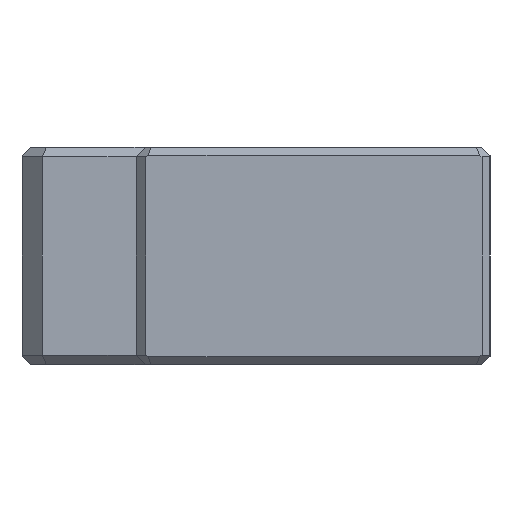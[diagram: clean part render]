
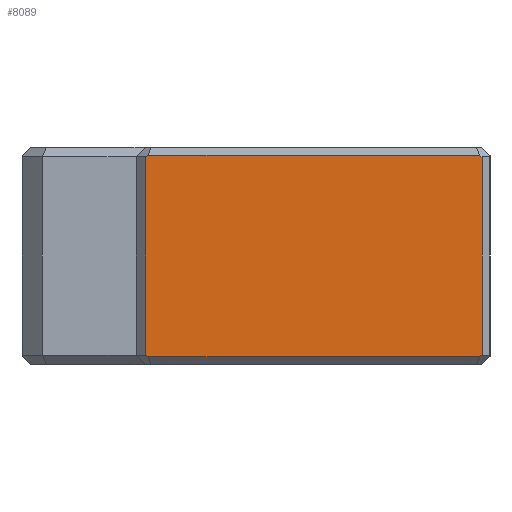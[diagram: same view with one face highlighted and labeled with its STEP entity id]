
A CAD part, left-side view. The second image highlights one B-rep face of the part: STEP entity #8089.
In plain terms, the highlighted planar face has unit normal (-1, 0, 0).
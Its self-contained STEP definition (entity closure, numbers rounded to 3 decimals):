
#33 = EDGE_CURVE ( 'NONE', #9143, #1557, #9125, .T. ) ;
#167 = LINE ( 'NONE', #11449, #7652 ) ;
#169 = EDGE_CURVE ( 'NONE', #5444, #9109, #167, .T. ) ;
#228 = LINE ( 'NONE', #4476, #7271 ) ;
#413 = ORIENTED_EDGE ( 'NONE', *, *, #7274, .F. ) ;
#779 = EDGE_CURVE ( 'NONE', #1557, #12308, #3713, .T. ) ;
#1292 = VECTOR ( 'NONE', #3091, 1000. ) ;
#1337 = ORIENTED_EDGE ( 'NONE', *, *, #11486, .T. ) ;
#1557 = VERTEX_POINT ( 'NONE', #5925 ) ;
#1898 = DIRECTION ( 'NONE',  ( -1., 0., 0. ) ) ;
#2470 = CARTESIAN_POINT ( 'NONE',  ( -30., 9.858, 9.3 ) ) ;
#2472 = CARTESIAN_POINT ( 'NONE',  ( -30., 9.858, -9.2 ) ) ;
#2681 = DIRECTION ( 'NONE',  ( 0., 1., 0. ) ) ;
#2839 = CARTESIAN_POINT ( 'NONE',  ( -30., -20.85, -9.95 ) ) ;
#2843 = CARTESIAN_POINT ( 'NONE',  ( -30., -20.85, 9.15 ) ) ;
#2895 = EDGE_CURVE ( 'NONE', #6099, #9109, #228, .T. ) ;
#3080 = EDGE_CURVE ( 'NONE', #7133, #9143, #7244, .T. ) ;
#3091 = DIRECTION ( 'NONE',  ( 0., 0., 1. ) ) ;
#3354 = DIRECTION ( 'NONE',  ( 0., 0.816, -0.577 ) ) ;
#3713 = LINE ( 'NONE', #2843, #7668 ) ;
#3755 = CARTESIAN_POINT ( 'NONE',  ( -30., -21.58, 9.3 ) ) ;
#3843 = PLANE ( 'NONE',  #9771 ) ;
#3999 = EDGE_LOOP ( 'NONE', ( #413, #6664, #10444, #12171, #4503, #1337, #11054, #8756 ) ) ;
#4476 = CARTESIAN_POINT ( 'NONE',  ( -30., 9.858, 9.3 ) ) ;
#4503 = ORIENTED_EDGE ( 'NONE', *, *, #779, .T. ) ;
#4772 = DIRECTION ( 'NONE',  ( 0., 0.816, 0.577 ) ) ;
#5161 = VERTEX_POINT ( 'NONE', #2472 ) ;
#5215 = DIRECTION ( 'NONE',  ( 0., 0., 1. ) ) ;
#5444 = VERTEX_POINT ( 'NONE', #9611 ) ;
#5472 = CARTESIAN_POINT ( 'NONE',  ( -30., 10.07, 9.15 ) ) ;
#5925 = CARTESIAN_POINT ( 'NONE',  ( -30., -20.85, 9.15 ) ) ;
#6099 = VERTEX_POINT ( 'NONE', #2470 ) ;
#6664 = ORIENTED_EDGE ( 'NONE', *, *, #12183, .T. ) ;
#7133 = VERTEX_POINT ( 'NONE', #10537 ) ;
#7218 = LINE ( 'NONE', #11271, #10827 ) ;
#7244 = LINE ( 'NONE', #11296, #8514 ) ;
#7271 = VECTOR ( 'NONE', #3354, 1000. ) ;
#7274 = EDGE_CURVE ( 'NONE', #5161, #5444, #7218, .T. ) ;
#7652 = VECTOR ( 'NONE', #5215, 1000. ) ;
#7668 = VECTOR ( 'NONE', #4772, 1000. ) ;
#7871 = CARTESIAN_POINT ( 'NONE',  ( -30., -21.58, -9.95 ) ) ;
#7893 = LINE ( 'NONE', #7955, #8488 ) ;
#7955 = CARTESIAN_POINT ( 'NONE',  ( -30., -21.7, -9.2 ) ) ;
#8089 = ADVANCED_FACE ( 'NONE', ( #10985 ), #3843, .T. ) ;
#8400 = CARTESIAN_POINT ( 'NONE',  ( -30., -20.638, 9.3 ) ) ;
#8488 = VECTOR ( 'NONE', #11995, 1000. ) ;
#8514 = VECTOR ( 'NONE', #12560, 1000. ) ;
#8756 = ORIENTED_EDGE ( 'NONE', *, *, #169, .F. ) ;
#9068 = DIRECTION ( 'NONE',  ( 0., 0.816, 0.577 ) ) ;
#9109 = VERTEX_POINT ( 'NONE', #5472 ) ;
#9125 = LINE ( 'NONE', #2839, #1292 ) ;
#9143 = VERTEX_POINT ( 'NONE', #10892 ) ;
#9611 = CARTESIAN_POINT ( 'NONE',  ( -30., 10.07, -9.05 ) ) ;
#9734 = VECTOR ( 'NONE', #2681, 1000. ) ;
#9771 = AXIS2_PLACEMENT_3D ( 'NONE', #7871, #1898, #12715 ) ;
#10444 = ORIENTED_EDGE ( 'NONE', *, *, #3080, .T. ) ;
#10537 = CARTESIAN_POINT ( 'NONE',  ( -30., -20.638, -9.2 ) ) ;
#10827 = VECTOR ( 'NONE', #9068, 1000. ) ;
#10892 = CARTESIAN_POINT ( 'NONE',  ( -30., -20.85, -9.05 ) ) ;
#10985 = FACE_OUTER_BOUND ( 'NONE', #3999, .T. ) ;
#11054 = ORIENTED_EDGE ( 'NONE', *, *, #2895, .T. ) ;
#11271 = CARTESIAN_POINT ( 'NONE',  ( -30., 9.858, -9.2 ) ) ;
#11296 = CARTESIAN_POINT ( 'NONE',  ( -30., -20.638, -9.2 ) ) ;
#11449 = CARTESIAN_POINT ( 'NONE',  ( -30., 10.07, -10.05 ) ) ;
#11486 = EDGE_CURVE ( 'NONE', #12308, #6099, #11839, .T. ) ;
#11839 = LINE ( 'NONE', #3755, #9734 ) ;
#11995 = DIRECTION ( 'NONE',  ( 0., -1., 0. ) ) ;
#12171 = ORIENTED_EDGE ( 'NONE', *, *, #33, .T. ) ;
#12183 = EDGE_CURVE ( 'NONE', #5161, #7133, #7893, .T. ) ;
#12308 = VERTEX_POINT ( 'NONE', #8400 ) ;
#12560 = DIRECTION ( 'NONE',  ( 0., -0.816, 0.577 ) ) ;
#12715 = DIRECTION ( 'NONE',  ( 0., 0., 1. ) ) ;
